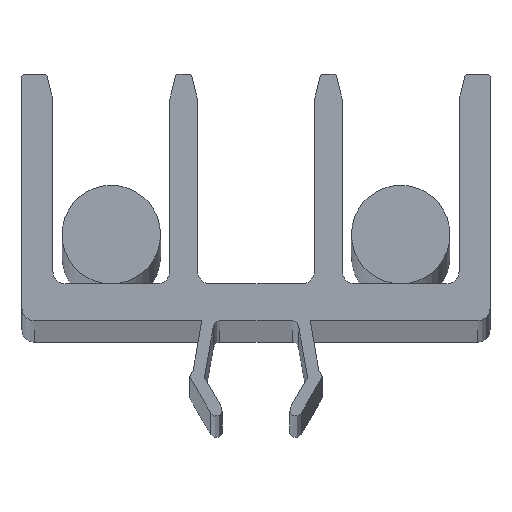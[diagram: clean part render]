
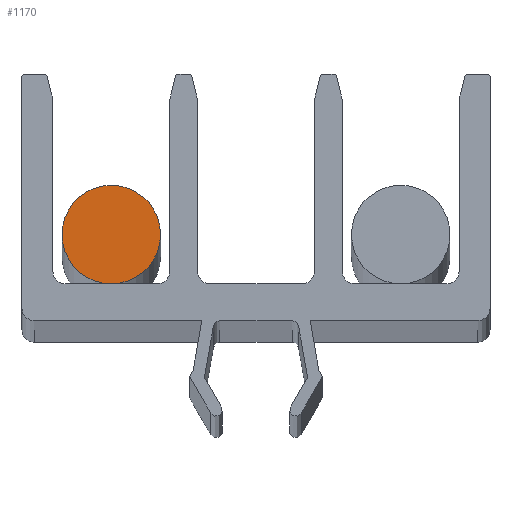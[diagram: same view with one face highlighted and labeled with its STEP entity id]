
A CAD part, top view. The second image highlights one B-rep face of the part: STEP entity #1170.
In plain terms, the highlighted planar face has unit normal (0, 0, 1).
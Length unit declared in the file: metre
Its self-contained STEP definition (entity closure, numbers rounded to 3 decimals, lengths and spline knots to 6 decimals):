
#60=CIRCLE('',#1299,0.004);
#142=FACE_OUTER_BOUND('',#204,.T.);
#204=EDGE_LOOP('',(#1062));
#566=VERTEX_POINT('',#1975);
#732=EDGE_CURVE('',#566,#566,#60,.T.);
#1062=ORIENTED_EDGE('',*,*,#732,.T.);
#1110=PLANE('',#1298);
#1170=ADVANCED_FACE('',(#142),#1110,.T.);
#1298=AXIS2_PLACEMENT_3D('',#1974,#1626,#1627);
#1299=AXIS2_PLACEMENT_3D('',#1976,#1628,#1629);
#1626=DIRECTION('center_axis',(0.,0.,1.));
#1627=DIRECTION('ref_axis',(1.,0.,0.));
#1628=DIRECTION('center_axis',(0.,0.,1.));
#1629=DIRECTION('ref_axis',(1.,0.,0.));
#1974=CARTESIAN_POINT('Origin',(-0.122399,-0.024349,
0.635869));
#1975=CARTESIAN_POINT('',(-0.118399,-0.024349,0.635869));
#1976=CARTESIAN_POINT('Origin',(-0.122399,-0.024349,
0.635869));
